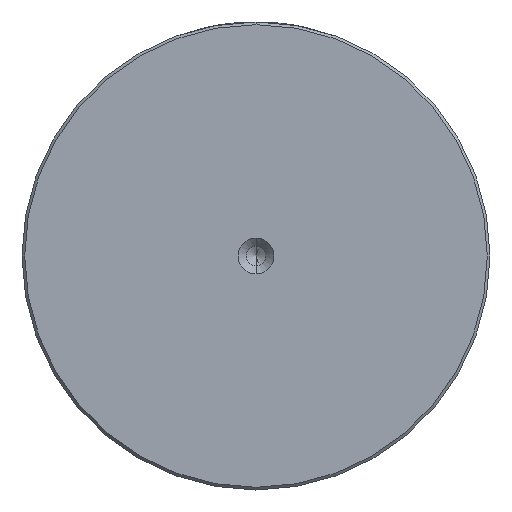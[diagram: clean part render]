
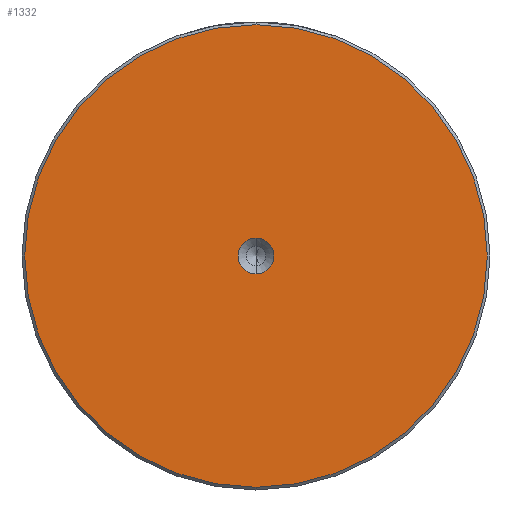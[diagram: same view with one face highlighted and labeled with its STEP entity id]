
A CAD part, left-side view. The second image highlights one B-rep face of the part: STEP entity #1332.
In plain terms, the highlighted planar face has unit normal (-1, 0, 0).
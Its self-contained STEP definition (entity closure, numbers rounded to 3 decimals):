
#87 = AXIS2_PLACEMENT_3D ( 'NONE', #1598, #247, #1831 ) ;
#184 = CIRCLE ( 'NONE', #2800, 3.3 ) ;
#236 = EDGE_CURVE ( 'NONE', #2219, #2328, #184, .T. ) ;
#247 = DIRECTION ( 'NONE',  ( -1., 0., 0. ) ) ;
#358 = CARTESIAN_POINT ( 'NONE',  ( 0., 0., 0. ) ) ;
#367 = EDGE_LOOP ( 'NONE', ( #2204, #1575 ) ) ;
#465 = VERTEX_POINT ( 'NONE', #2032 ) ;
#539 = EDGE_CURVE ( 'NONE', #2328, #2219, #1977, .T. ) ;
#566 = CARTESIAN_POINT ( 'NONE',  ( 0., 0., 0. ) ) ;
#567 = ORIENTED_EDGE ( 'NONE', *, *, #236, .F. ) ;
#599 = DIRECTION ( 'NONE',  ( 0., 0., 1. ) ) ;
#670 = AXIS2_PLACEMENT_3D ( 'NONE', #566, #2606, #1257 ) ;
#902 = DIRECTION ( 'NONE',  ( -1., 0., 0. ) ) ;
#1257 = DIRECTION ( 'NONE',  ( 0., 0., 1. ) ) ;
#1332 = ADVANCED_FACE ( 'NONE', ( #2926, #2347 ), #2177, .T. ) ;
#1508 = CIRCLE ( 'NONE', #87, 42.5 ) ;
#1560 = EDGE_LOOP ( 'NONE', ( #2084, #567 ) ) ;
#1575 = ORIENTED_EDGE ( 'NONE', *, *, #2758, .T. ) ;
#1598 = CARTESIAN_POINT ( 'NONE',  ( 0., 0., 0. ) ) ;
#1625 = AXIS2_PLACEMENT_3D ( 'NONE', #2268, #902, #2486 ) ;
#1720 = CIRCLE ( 'NONE', #1625, 42.5 ) ;
#1831 = DIRECTION ( 'NONE',  ( 0., 0., 1. ) ) ;
#1966 = DIRECTION ( 'NONE',  ( -1., 0., 0. ) ) ;
#1977 = CIRCLE ( 'NONE', #2016, 3.3 ) ;
#2016 = AXIS2_PLACEMENT_3D ( 'NONE', #358, #1966, #599 ) ;
#2032 = CARTESIAN_POINT ( 'NONE',  ( 0., 0., 42.5 ) ) ;
#2084 = ORIENTED_EDGE ( 'NONE', *, *, #539, .F. ) ;
#2177 = PLANE ( 'NONE',  #670 ) ;
#2204 = ORIENTED_EDGE ( 'NONE', *, *, #2847, .T. ) ;
#2219 = VERTEX_POINT ( 'NONE', #2309 ) ;
#2268 = CARTESIAN_POINT ( 'NONE',  ( 0., 0., 0. ) ) ;
#2309 = CARTESIAN_POINT ( 'NONE',  ( 0., 0., -3.3 ) ) ;
#2328 = VERTEX_POINT ( 'NONE', #2517 ) ;
#2347 = FACE_BOUND ( 'NONE', #1560, .T. ) ;
#2486 = DIRECTION ( 'NONE',  ( 0., 0., 1. ) ) ;
#2513 = CARTESIAN_POINT ( 'NONE',  ( 0., 0., -42.5 ) ) ;
#2517 = CARTESIAN_POINT ( 'NONE',  ( 0., 0., 3.3 ) ) ;
#2606 = DIRECTION ( 'NONE',  ( -1., 0., 0. ) ) ;
#2674 = DIRECTION ( 'NONE',  ( 0., 0., 1. ) ) ;
#2683 = DIRECTION ( 'NONE',  ( -1., 0., 0. ) ) ;
#2758 = EDGE_CURVE ( 'NONE', #465, #2893, #1720, .T. ) ;
#2800 = AXIS2_PLACEMENT_3D ( 'NONE', #2878, #2683, #2674 ) ;
#2847 = EDGE_CURVE ( 'NONE', #2893, #465, #1508, .T. ) ;
#2878 = CARTESIAN_POINT ( 'NONE',  ( 0., 0., 0. ) ) ;
#2893 = VERTEX_POINT ( 'NONE', #2513 ) ;
#2926 = FACE_OUTER_BOUND ( 'NONE', #367, .T. ) ;
